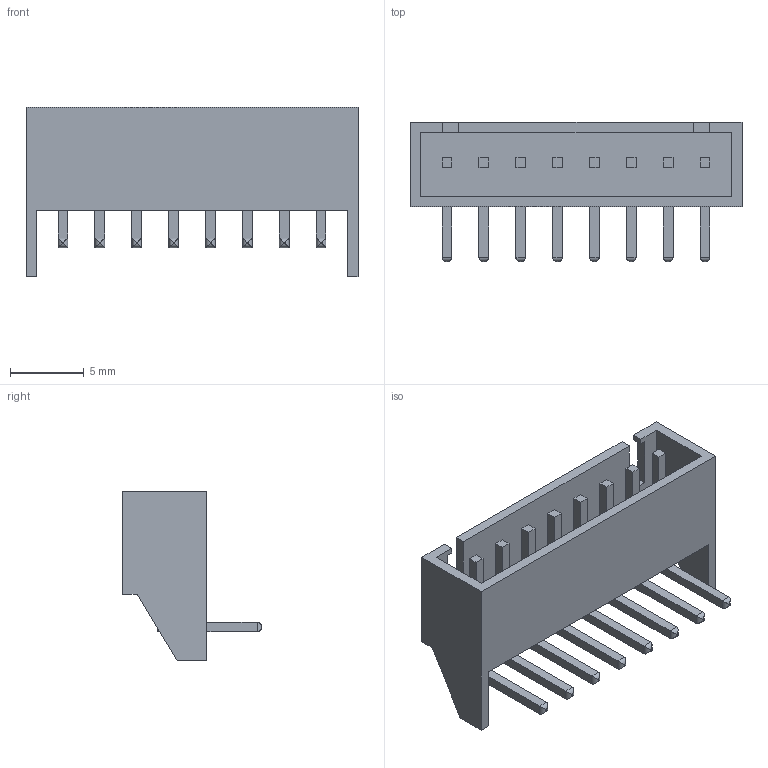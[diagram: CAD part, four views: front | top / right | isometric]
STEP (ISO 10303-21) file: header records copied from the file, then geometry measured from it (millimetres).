
FILE_DESCRIPTION (( 'STEP AP214' ), '1' );
FILE_NAME ('User Library-CON8_2.5mm_YATIK.STEP', '2013-12-16T14:37:09', ( 'Windows User' ), ( '' ), 'SwSTEP 2.0', 'SolidWorks 2014', '' );
FILE_SCHEMA (( 'AUTOMOTIVE_DESIGN' ));
Length unit declared in the file: millimetre
Products named in the file (1): User Library-CON8_2.5mm_YATIK
Bounding box: 22.5 x 9.43 x 11.5 mm (x, y, z)
Volume: 416.8 mm3; surface area: 1322.7 mm2
Topology: 1 solids, 1 shells, 156 faces, 382 edges, 244 vertices
Faces by surface type: plane 124, cylinder 32
Entity records: 6200 total; most frequent: CARTESIAN_POINT 879, ORIENTED_EDGE 764, DIRECTION 664, EDGE_CURVE 382, LINE 350, VECTOR 350, VERTEX_POINT 244, EDGE_LOOP 172
